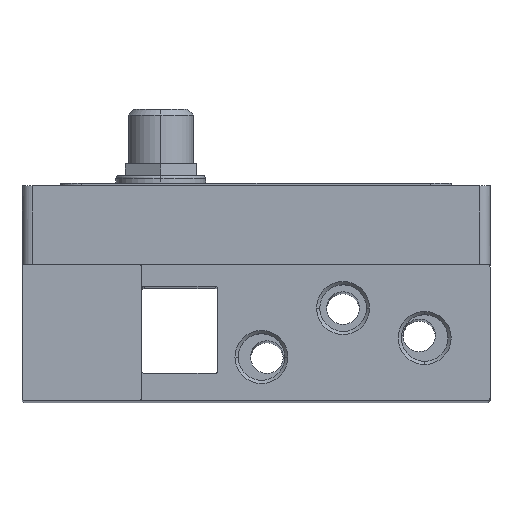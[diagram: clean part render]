
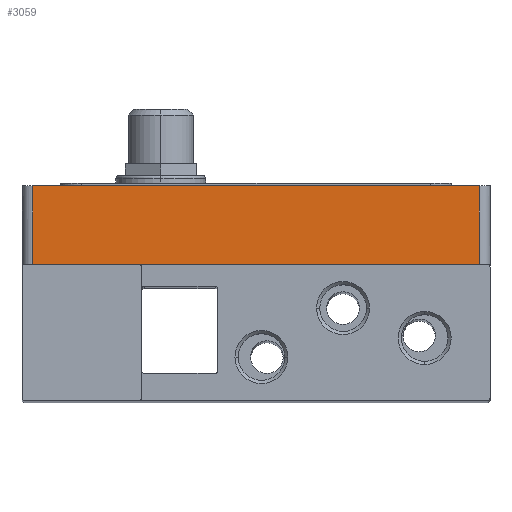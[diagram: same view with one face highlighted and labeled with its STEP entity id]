
A CAD part, top view. The second image highlights one B-rep face of the part: STEP entity #3059.
In plain terms, the highlighted planar face has unit normal (0, 0, 1).
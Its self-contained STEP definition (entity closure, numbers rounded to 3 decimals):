
#242 = VECTOR ( 'NONE', #4564, 1000. ) ;
#279 = CARTESIAN_POINT ( 'NONE',  ( 84., 39.5, 20.5 ) ) ;
#579 = EDGE_CURVE ( 'NONE', #5013, #7064, #4315, .T. ) ;
#681 = VECTOR ( 'NONE', #9049, 1000. ) ;
#1455 = EDGE_CURVE ( 'NONE', #5172, #7341, #6702, .T. ) ;
#1610 = ORIENTED_EDGE ( 'NONE', *, *, #4857, .T. ) ;
#1629 = DIRECTION ( 'NONE',  ( 1., 0., 0. ) ) ;
#2143 = CARTESIAN_POINT ( 'NONE',  ( 2., 25., 20.5 ) ) ;
#2343 = VECTOR ( 'NONE', #3147, 1000. ) ;
#2381 = PLANE ( 'NONE',  #2860 ) ;
#2860 = AXIS2_PLACEMENT_3D ( 'NONE', #4483, #4360, #7189 ) ;
#3027 = FACE_OUTER_BOUND ( 'NONE', #3081, .T. ) ;
#3059 = ADVANCED_FACE ( 'NONE', ( #3027 ), #2381, .F. ) ;
#3081 = EDGE_LOOP ( 'NONE', ( #9154, #6816, #8563, #1610 ) ) ;
#3147 = DIRECTION ( 'NONE',  ( 0., -1., 0. ) ) ;
#3919 = LINE ( 'NONE', #7918, #4968 ) ;
#3973 = CARTESIAN_POINT ( 'NONE',  ( 84., 39.5, 20.5 ) ) ;
#4134 = CARTESIAN_POINT ( 'NONE',  ( 85.5, 25., 20.5 ) ) ;
#4227 = CARTESIAN_POINT ( 'NONE',  ( 84., 25., 20.5 ) ) ;
#4315 = LINE ( 'NONE', #6709, #242 ) ;
#4360 = DIRECTION ( 'NONE',  ( 0., 0., -1. ) ) ;
#4483 = CARTESIAN_POINT ( 'NONE',  ( 2., 39.5, 20.5 ) ) ;
#4564 = DIRECTION ( 'NONE',  ( 0., 1., 0. ) ) ;
#4857 = EDGE_CURVE ( 'NONE', #5013, #7341, #7561, .T. ) ;
#4968 = VECTOR ( 'NONE', #1629, 1000. ) ;
#5013 = VERTEX_POINT ( 'NONE', #2143 ) ;
#5172 = VERTEX_POINT ( 'NONE', #279 ) ;
#6252 = EDGE_CURVE ( 'NONE', #7064, #5172, #3919, .T. ) ;
#6598 = CARTESIAN_POINT ( 'NONE',  ( 2., 39.5, 20.5 ) ) ;
#6702 = LINE ( 'NONE', #3973, #2343 ) ;
#6709 = CARTESIAN_POINT ( 'NONE',  ( 2., 39.5, 20.5 ) ) ;
#6816 = ORIENTED_EDGE ( 'NONE', *, *, #6252, .F. ) ;
#7064 = VERTEX_POINT ( 'NONE', #6598 ) ;
#7189 = DIRECTION ( 'NONE',  ( -1., 0., 0. ) ) ;
#7341 = VERTEX_POINT ( 'NONE', #4227 ) ;
#7561 = LINE ( 'NONE', #4134, #681 ) ;
#7918 = CARTESIAN_POINT ( 'NONE',  ( 2., 39.5, 20.5 ) ) ;
#8563 = ORIENTED_EDGE ( 'NONE', *, *, #579, .F. ) ;
#9049 = DIRECTION ( 'NONE',  ( 1., 0., 0. ) ) ;
#9154 = ORIENTED_EDGE ( 'NONE', *, *, #1455, .F. ) ;
